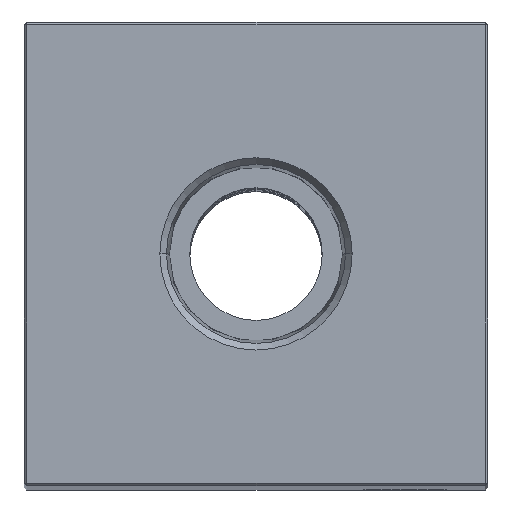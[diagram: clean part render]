
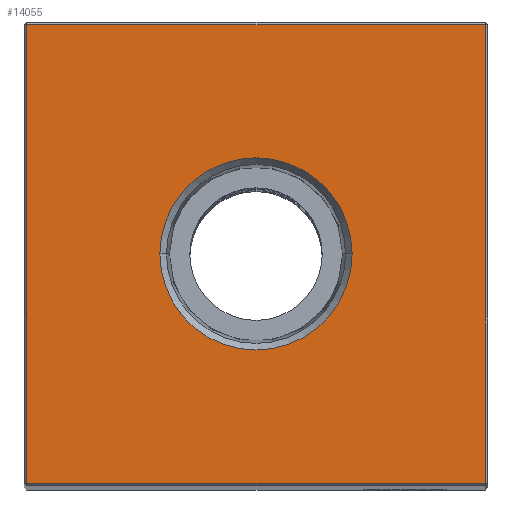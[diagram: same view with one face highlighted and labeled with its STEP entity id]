
A CAD part, top view. The second image highlights one B-rep face of the part: STEP entity #14055.
In plain terms, the highlighted planar face has unit normal (0, 0, 1).
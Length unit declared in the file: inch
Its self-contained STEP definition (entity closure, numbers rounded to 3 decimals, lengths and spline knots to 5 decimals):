
#992 = EDGE_CURVE ( 'NONE', #13754, #17572, #22445, .T. ) ;
#1126 = DIRECTION ( 'NONE',  ( 0., -1., 0. ) ) ;
#2817 = CARTESIAN_POINT ( 'NONE',  ( 0.865, -0.865, 9. ) ) ;
#3115 = DIRECTION ( 'NONE',  ( 1., 0., 0. ) ) ;
#3437 = ORIENTED_EDGE ( 'NONE', *, *, #3785, .T. ) ;
#3725 = CARTESIAN_POINT ( 'NONE',  ( 0., 0., 9. ) ) ;
#3785 = EDGE_CURVE ( 'NONE', #19381, #13754, #20499, .T. ) ;
#4451 = CIRCLE ( 'NONE', #14933, 0.3626 ) ;
#4579 = EDGE_LOOP ( 'NONE', ( #6536, #3437, #9360, #24824 ) ) ;
#4657 = EDGE_CURVE ( 'NONE', #13141, #14621, #23331, .T. ) ;
#6536 = ORIENTED_EDGE ( 'NONE', *, *, #12246, .T. ) ;
#6687 = PLANE ( 'NONE',  #21952 ) ;
#7081 = FACE_BOUND ( 'NONE', #7357, .T. ) ;
#7357 = EDGE_LOOP ( 'NONE', ( #16409, #18148 ) ) ;
#7990 = CARTESIAN_POINT ( 'NONE',  ( 0., 0.865, 9. ) ) ;
#8438 = CARTESIAN_POINT ( 'NONE',  ( 0., -0.865, 9. ) ) ;
#8524 = CARTESIAN_POINT ( 'NONE',  ( -0.865, -0.865, 9. ) ) ;
#9360 = ORIENTED_EDGE ( 'NONE', *, *, #992, .T. ) ;
#9455 = CARTESIAN_POINT ( 'NONE',  ( 0.865, 0.865, 9. ) ) ;
#10355 = AXIS2_PLACEMENT_3D ( 'NONE', #3725, #15254, #23246 ) ;
#11056 = LINE ( 'NONE', #14722, #18638 ) ;
#12246 = EDGE_CURVE ( 'NONE', #13360, #19381, #11056, .T. ) ;
#12400 = VECTOR ( 'NONE', #24359, 39.37008 ) ;
#12513 = DIRECTION ( 'NONE',  ( 1., 0., 0. ) ) ;
#12682 = VECTOR ( 'NONE', #12513, 39.37008 ) ;
#12718 = CARTESIAN_POINT ( 'NONE',  ( -0.865, 0.865, 9. ) ) ;
#13141 = VERTEX_POINT ( 'NONE', #20058 ) ;
#13360 = VERTEX_POINT ( 'NONE', #12718 ) ;
#13754 = VERTEX_POINT ( 'NONE', #2817 ) ;
#14055 = ADVANCED_FACE ( 'NONE', ( #24629, #7081 ), #6687, .F. ) ;
#14621 = VERTEX_POINT ( 'NONE', #20653 ) ;
#14684 = CARTESIAN_POINT ( 'NONE',  ( 0., 0., 9. ) ) ;
#14722 = CARTESIAN_POINT ( 'NONE',  ( -0.865, 0., 9. ) ) ;
#14933 = AXIS2_PLACEMENT_3D ( 'NONE', #25237, #18950, #3115 ) ;
#15254 = DIRECTION ( 'NONE',  ( 0., 0., 1. ) ) ;
#16361 = LINE ( 'NONE', #7990, #12400 ) ;
#16409 = ORIENTED_EDGE ( 'NONE', *, *, #20287, .F. ) ;
#17572 = VERTEX_POINT ( 'NONE', #9455 ) ;
#18148 = ORIENTED_EDGE ( 'NONE', *, *, #4657, .F. ) ;
#18638 = VECTOR ( 'NONE', #1126, 39.37008 ) ;
#18950 = DIRECTION ( 'NONE',  ( 0., 0., 1. ) ) ;
#19381 = VERTEX_POINT ( 'NONE', #8524 ) ;
#20058 = CARTESIAN_POINT ( 'NONE',  ( -0.3626, 0., 9. ) ) ;
#20287 = EDGE_CURVE ( 'NONE', #14621, #13141, #4451, .T. ) ;
#20499 = LINE ( 'NONE', #8438, #12682 ) ;
#20574 = EDGE_CURVE ( 'NONE', #17572, #13360, #16361, .T. ) ;
#20612 = DIRECTION ( 'NONE',  ( 0., 1., 0. ) ) ;
#20653 = CARTESIAN_POINT ( 'NONE',  ( 0.3626, 0., 9. ) ) ;
#21103 = DIRECTION ( 'NONE',  ( -1., 0., 0. ) ) ;
#21952 = AXIS2_PLACEMENT_3D ( 'NONE', #14684, #23061, #21103 ) ;
#22445 = LINE ( 'NONE', #22568, #23075 ) ;
#22568 = CARTESIAN_POINT ( 'NONE',  ( 0.865, 0., 9. ) ) ;
#23061 = DIRECTION ( 'NONE',  ( 0., 0., -1. ) ) ;
#23075 = VECTOR ( 'NONE', #20612, 39.37008 ) ;
#23246 = DIRECTION ( 'NONE',  ( 1., 0., 0. ) ) ;
#23331 = CIRCLE ( 'NONE', #10355, 0.3626 ) ;
#24359 = DIRECTION ( 'NONE',  ( -1., 0., 0. ) ) ;
#24629 = FACE_OUTER_BOUND ( 'NONE', #4579, .T. ) ;
#24824 = ORIENTED_EDGE ( 'NONE', *, *, #20574, .T. ) ;
#25237 = CARTESIAN_POINT ( 'NONE',  ( 0., 0., 9. ) ) ;
